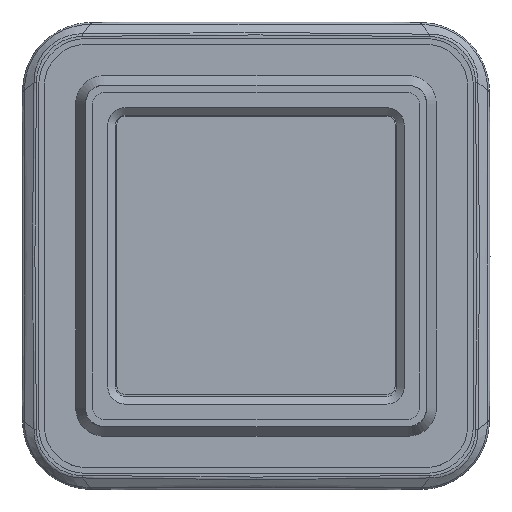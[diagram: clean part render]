
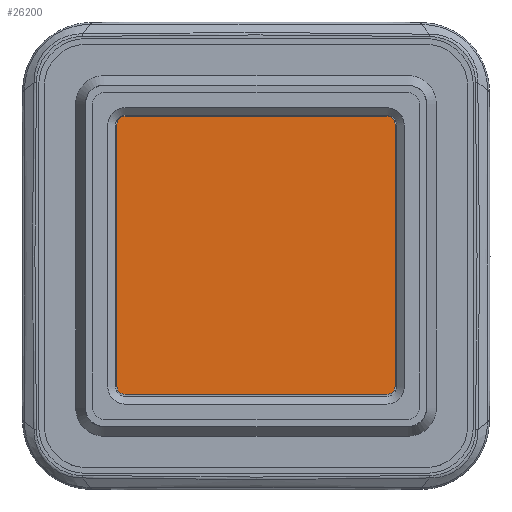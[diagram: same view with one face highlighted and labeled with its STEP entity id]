
A CAD part, top view. The second image highlights one B-rep face of the part: STEP entity #26200.
In plain terms, the highlighted planar face has unit normal (0, 0, 1).
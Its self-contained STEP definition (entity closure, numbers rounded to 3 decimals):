
#814 = DIRECTION ( 'NONE',  ( -1., 0., 0. ) ) ;
#1028 = ORIENTED_EDGE ( 'NONE', *, *, #3212, .T. ) ;
#1240 = EDGE_CURVE ( 'NONE', #21236, #6222, #20747, .T. ) ;
#1750 = DIRECTION ( 'NONE',  ( -1., 0., 0. ) ) ;
#2411 = ORIENTED_EDGE ( 'NONE', *, *, #18602, .T. ) ;
#2543 = AXIS2_PLACEMENT_3D ( 'NONE', #29445, #20984, #6672 ) ;
#2729 = PLANE ( 'NONE',  #17715 ) ;
#3212 = EDGE_CURVE ( 'NONE', #26525, #21236, #23083, .T. ) ;
#3260 = CARTESIAN_POINT ( 'NONE',  ( -92.5, -97.83, -5. ) ) ;
#3761 = EDGE_CURVE ( 'NONE', #6222, #12882, #11901, .T. ) ;
#3873 = CIRCLE ( 'NONE', #27159, 5.8 ) ;
#4231 = CARTESIAN_POINT ( 'NONE',  ( 92.5, -97.83, -5. ) ) ;
#5008 = VECTOR ( 'NONE', #7766, 1000. ) ;
#6018 = CARTESIAN_POINT ( 'NONE',  ( 92.5, -92.03, -5. ) ) ;
#6222 = VERTEX_POINT ( 'NONE', #15296 ) ;
#6672 = DIRECTION ( 'NONE',  ( 0., 1., 0. ) ) ;
#6799 = AXIS2_PLACEMENT_3D ( 'NONE', #20627, #8980, #18082 ) ;
#6829 = CARTESIAN_POINT ( 'NONE',  ( -92.5, -97.83, -5. ) ) ;
#7175 = ORIENTED_EDGE ( 'NONE', *, *, #1240, .T. ) ;
#7664 = DIRECTION ( 'NONE',  ( 0., 0., 1. ) ) ;
#7766 = DIRECTION ( 'NONE',  ( 0., -1., 0. ) ) ;
#8980 = DIRECTION ( 'NONE',  ( 0., 0., 1. ) ) ;
#9371 = DIRECTION ( 'NONE',  ( 0., 1., 0. ) ) ;
#11848 = ORIENTED_EDGE ( 'NONE', *, *, #20163, .T. ) ;
#11901 = LINE ( 'NONE', #25451, #25985 ) ;
#12280 = CARTESIAN_POINT ( 'NONE',  ( -92.5, -92.03, -5. ) ) ;
#12408 = EDGE_CURVE ( 'NONE', #25065, #26525, #3873, .T. ) ;
#12866 = DIRECTION ( 'NONE',  ( 0., 0., 1. ) ) ;
#12882 = VERTEX_POINT ( 'NONE', #23251 ) ;
#14586 = VERTEX_POINT ( 'NONE', #15455 ) ;
#14878 = CARTESIAN_POINT ( 'NONE',  ( 92.5, 98.77, -5. ) ) ;
#15296 = CARTESIAN_POINT ( 'NONE',  ( 98.3, -92.03, -5. ) ) ;
#15455 = CARTESIAN_POINT ( 'NONE',  ( -98.3, 92.97, -5. ) ) ;
#15735 = ORIENTED_EDGE ( 'NONE', *, *, #3761, .T. ) ;
#16447 = EDGE_LOOP ( 'NONE', ( #1028, #7175, #15735, #2411, #11848, #28627, #20012, #26833 ) ) ;
#17141 = LINE ( 'NONE', #26050, #5008 ) ;
#17683 = DIRECTION ( 'NONE',  ( -1., 0., 0. ) ) ;
#17715 = AXIS2_PLACEMENT_3D ( 'NONE', #24403, #24111, #17683 ) ;
#17895 = AXIS2_PLACEMENT_3D ( 'NONE', #6018, #12866, #22561 ) ;
#18082 = DIRECTION ( 'NONE',  ( 1., 0., 0. ) ) ;
#18602 = EDGE_CURVE ( 'NONE', #12882, #27439, #28678, .T. ) ;
#19357 = LINE ( 'NONE', #14878, #29226 ) ;
#20012 = ORIENTED_EDGE ( 'NONE', *, *, #21548, .T. ) ;
#20163 = EDGE_CURVE ( 'NONE', #27439, #27990, #19357, .T. ) ;
#20627 = CARTESIAN_POINT ( 'NONE',  ( 92.5, 92.97, -5. ) ) ;
#20747 = CIRCLE ( 'NONE', #17895, 5.8 ) ;
#20984 = DIRECTION ( 'NONE',  ( 0., 0., 1. ) ) ;
#21236 = VERTEX_POINT ( 'NONE', #4231 ) ;
#21548 = EDGE_CURVE ( 'NONE', #14586, #25065, #17141, .T. ) ;
#21606 = CIRCLE ( 'NONE', #2543, 5.8 ) ;
#21950 = CARTESIAN_POINT ( 'NONE',  ( -98.3, -92.03, -5. ) ) ;
#22561 = DIRECTION ( 'NONE',  ( 0., -1., 0. ) ) ;
#22929 = DIRECTION ( 'NONE',  ( 1., 0., 0. ) ) ;
#23083 = LINE ( 'NONE', #6829, #26446 ) ;
#23251 = CARTESIAN_POINT ( 'NONE',  ( 98.3, 92.97, -5. ) ) ;
#24111 = DIRECTION ( 'NONE',  ( 0., 0., 1. ) ) ;
#24403 = CARTESIAN_POINT ( 'NONE',  ( 0., 0.47, -5. ) ) ;
#25065 = VERTEX_POINT ( 'NONE', #21950 ) ;
#25451 = CARTESIAN_POINT ( 'NONE',  ( 98.3, -92.03, -5. ) ) ;
#25515 = FACE_OUTER_BOUND ( 'NONE', #16447, .T. ) ;
#25985 = VECTOR ( 'NONE', #9371, 1000. ) ;
#26050 = CARTESIAN_POINT ( 'NONE',  ( -98.3, 92.97, -5. ) ) ;
#26200 = ADVANCED_FACE ( 'NONE', ( #25515 ), #2729, .T. ) ;
#26446 = VECTOR ( 'NONE', #22929, 1000. ) ;
#26525 = VERTEX_POINT ( 'NONE', #3260 ) ;
#26833 = ORIENTED_EDGE ( 'NONE', *, *, #12408, .T. ) ;
#26879 = CARTESIAN_POINT ( 'NONE',  ( -92.5, 98.77, -5. ) ) ;
#27159 = AXIS2_PLACEMENT_3D ( 'NONE', #12280, #7664, #814 ) ;
#27439 = VERTEX_POINT ( 'NONE', #27824 ) ;
#27824 = CARTESIAN_POINT ( 'NONE',  ( 92.5, 98.77, -5. ) ) ;
#27990 = VERTEX_POINT ( 'NONE', #26879 ) ;
#28627 = ORIENTED_EDGE ( 'NONE', *, *, #29046, .T. ) ;
#28678 = CIRCLE ( 'NONE', #6799, 5.8 ) ;
#29046 = EDGE_CURVE ( 'NONE', #27990, #14586, #21606, .T. ) ;
#29226 = VECTOR ( 'NONE', #1750, 1000. ) ;
#29445 = CARTESIAN_POINT ( 'NONE',  ( -92.5, 92.97, -5. ) ) ;
